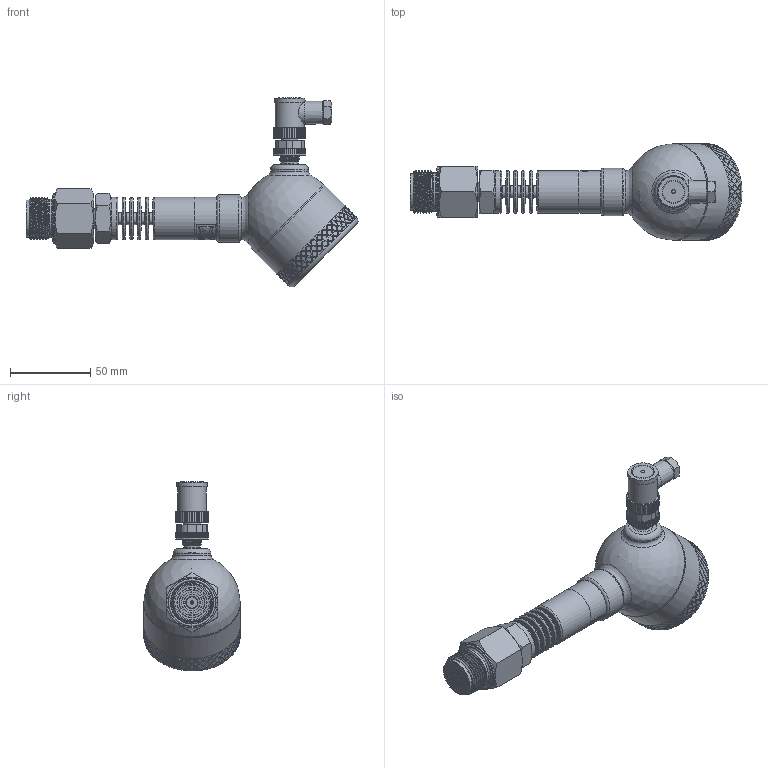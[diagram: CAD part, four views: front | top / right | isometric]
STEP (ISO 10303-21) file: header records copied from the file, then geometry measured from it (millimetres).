
FILE_DESCRIPTION(/* description */ (''),/* implementation_level */ '2;1');
FILE_NAME(/* name */ 'APZ3420mFH_G3''4DIN-flush_radiator_2_display.step',/* time_stamp */ '2021-07-07T15:51:00+03:00',/* author */ (''),/* organization */ (''),/* preprocessor_version */ 'ST-DEVELOPER v18.1',/* originating_system */ 'Autodesk Translation Framework v10.9.0.1377',/* authorisation */ '');
FILE_SCHEMA (('AUTOMOTIVE_DESIGN { 1 0 10303 214 3 1 1 }'));
Length unit declared in the file: millimetre
Products named in the file (9): АПЗ420М-полевойкорпус-
заполненный; Заполненный полевой 
корпус v13; Cover for display; Display; Main body; M12x1 adapter; M12x1 female angular v10; G1\4EN radiator; G3'4DIN diaphragm 23 v6
Assembly tree (7 placements, depth 3):
  АПЗ420М-полевойкорпус-
заполненный
    Заполненный полевой 
корпус v13
      Cover for display
      Display
      Main body
      M12x1 adapter
      M12x1 female angular v10
    G1\4EN radiator
  G3'4DIN diaphragm 23 v6
Bounding box: 206.48 x 60.1 x 118.16 mm (x, y, z)
Volume: 270002.9 mm3; surface area: 64871.3 mm2
Topology: 18 solids, 18 shells, 1924 faces, 4871 edges, 3208 vertices
Faces by surface type: bspline 984, cylinder 547, plane 308, torus 51, cone 32, sphere 2
Full cylindrical faces by diameter (mm): 1 x4, 2 x1, 3.3 x1, 4 x1, 5 x7, 7 x1, 7.5 x5, 8 x2, 9.3 x1, 9.471 x2, 9.5 x2, 10.5 x2, 10.741 x7, 11 x1, 11.035 x4, 11.156 x1, 11.445 x5, 11.884 x6, 12.152 x4, 13 x1, 13.157 x9, 18 x1, 19 x1, 19.7 x1, 21.6 x1, 21.767 x1, 22.4 x1, 23 x1, 23.6 x1, 24 x1
Entity records: 88498 total; most frequent: CARTESIAN_POINT 49382, ORIENTED_EDGE 9738, DIRECTION 4932, EDGE_CURVE 4869, VERTEX_POINT 3208, B_SPLINE_CURVE_WITH_KNOTS 2775, EDGE_LOOP 2189, AXIS2_PLACEMENT_3D 1925
